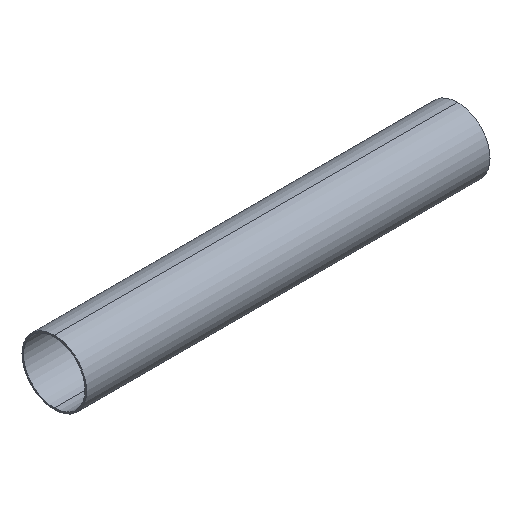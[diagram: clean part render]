
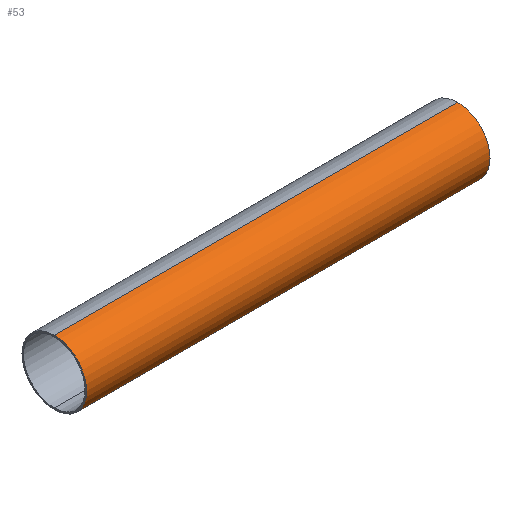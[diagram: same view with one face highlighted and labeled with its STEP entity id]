
A CAD part, isometric view. The second image highlights one B-rep face of the part: STEP entity #53.
In plain terms, the highlighted cylindrical face has radius 400 mm (diameter 800 mm), a partial arc.
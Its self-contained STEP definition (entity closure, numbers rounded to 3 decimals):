
#51 = EDGE_CURVE( '', #71, #75, #121, .T. );
#53 = ADVANCED_FACE( '', ( #123 ), #124, .T. );
#63 = EDGE_CURVE( '', #101, #65, #134, .T. );
#65 = VERTEX_POINT( '', #136 );
#67 = EDGE_CURVE( '', #65, #71, #138, .T. );
#71 = VERTEX_POINT( '', #142 );
#75 = VERTEX_POINT( '', #146 );
#81 = EDGE_CURVE( '', #75, #101, #152, .T. );
#101 = VERTEX_POINT( '', #179 );
#121 = LINE( '', #190, #191 );
#123 = FACE_OUTER_BOUND( '', #193, .T. );
#124 = CYLINDRICAL_SURFACE( '', #194, 400. );
#134 = LINE( '', #209, #210 );
#136 = CARTESIAN_POINT( '', ( 5000., 0., -400. ) );
#138 = CIRCLE( '', #215, 400. );
#142 = CARTESIAN_POINT( '', ( 5000., 0., 400. ) );
#146 = CARTESIAN_POINT( '', ( 0., 0., 400. ) );
#152 = CIRCLE( '', #231, 400. );
#179 = CARTESIAN_POINT( '', ( 0., 0., -400. ) );
#190 = CARTESIAN_POINT( '', ( 0., 0., 400. ) );
#191 = VECTOR( '', #266, 1. );
#193 = EDGE_LOOP( '', ( #268, #269, #270, #271 ) );
#194 = AXIS2_PLACEMENT_3D( '', #272, #273, #274 );
#209 = CARTESIAN_POINT( '', ( 0., 0., -400. ) );
#210 = VECTOR( '', #287, 1. );
#215 = AXIS2_PLACEMENT_3D( '', #288, #289, #290 );
#231 = AXIS2_PLACEMENT_3D( '', #294, #295, #296 );
#266 = DIRECTION( '', ( -1., 0., 0. ) );
#268 = ORIENTED_EDGE( '', *, *, #63, .T. );
#269 = ORIENTED_EDGE( '', *, *, #67, .T. );
#270 = ORIENTED_EDGE( '', *, *, #51, .T. );
#271 = ORIENTED_EDGE( '', *, *, #81, .T. );
#272 = CARTESIAN_POINT( '', ( 0., 0., 0. ) );
#273 = DIRECTION( '', ( -1., 0., 0. ) );
#274 = DIRECTION( '', ( 0., 0., -1. ) );
#287 = DIRECTION( '', ( 1., 0., 0. ) );
#288 = CARTESIAN_POINT( '', ( 5000., 0., 0. ) );
#289 = DIRECTION( '', ( -1., 0., 0. ) );
#290 = DIRECTION( '', ( 0., 0., -1. ) );
#294 = CARTESIAN_POINT( '', ( 0., 0., 0. ) );
#295 = DIRECTION( '', ( 1., 0., 0. ) );
#296 = DIRECTION( '', ( 0., 0., -1. ) );
